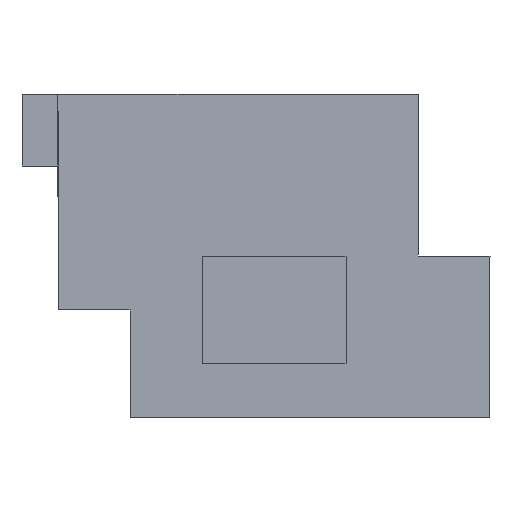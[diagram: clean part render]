
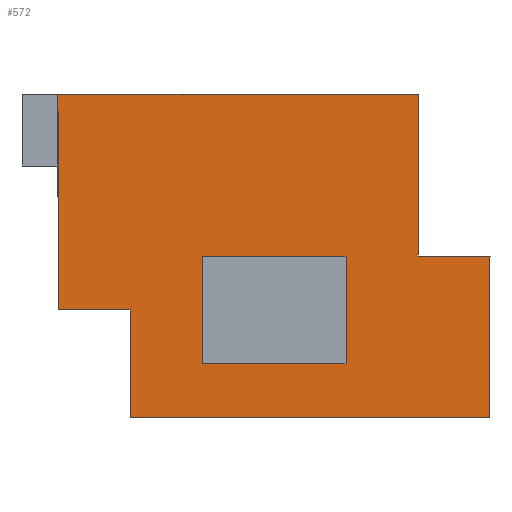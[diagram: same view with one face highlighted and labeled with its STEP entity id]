
A CAD part, left-side view. The second image highlights one B-rep face of the part: STEP entity #572.
In plain terms, the highlighted planar face has unit normal (-1, 0, 0).
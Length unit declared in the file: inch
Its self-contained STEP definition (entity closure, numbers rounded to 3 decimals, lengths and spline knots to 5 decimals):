
#24=FACE_BOUND('',#75,.T.);
#41=FACE_OUTER_BOUND('',#74,.T.);
#74=EDGE_LOOP('',(#422,#423,#424,#425,#426,#427,#428,#429));
#75=EDGE_LOOP('',(#430,#431,#432,#433));
#100=LINE('',#802,#172);
#104=LINE('',#810,#176);
#107=LINE('',#816,#179);
#110=LINE('',#821,#182);
#132=LINE('',#870,#204);
#133=LINE('',#872,#205);
#134=LINE('',#874,#206);
#135=LINE('',#876,#207);
#136=LINE('',#878,#208);
#137=LINE('',#880,#209);
#138=LINE('',#882,#210);
#139=LINE('',#883,#211);
#172=VECTOR('',#650,0.3937);
#176=VECTOR('',#656,0.3937);
#179=VECTOR('',#661,0.3937);
#182=VECTOR('',#666,0.3937);
#204=VECTOR('',#706,0.3937);
#205=VECTOR('',#707,0.3937);
#206=VECTOR('',#708,0.3937);
#207=VECTOR('',#709,0.3937);
#208=VECTOR('',#710,0.3937);
#209=VECTOR('',#711,0.3937);
#210=VECTOR('',#712,0.3937);
#211=VECTOR('',#713,0.3937);
#244=VERTEX_POINT('',#800);
#245=VERTEX_POINT('',#801);
#248=VERTEX_POINT('',#809);
#250=VERTEX_POINT('',#815);
#268=VERTEX_POINT('',#868);
#269=VERTEX_POINT('',#869);
#270=VERTEX_POINT('',#871);
#271=VERTEX_POINT('',#873);
#272=VERTEX_POINT('',#875);
#273=VERTEX_POINT('',#877);
#274=VERTEX_POINT('',#879);
#275=VERTEX_POINT('',#881);
#296=EDGE_CURVE('',#244,#245,#100,.T.);
#300=EDGE_CURVE('',#248,#244,#104,.T.);
#303=EDGE_CURVE('',#250,#248,#107,.T.);
#306=EDGE_CURVE('',#245,#250,#110,.T.);
#328=EDGE_CURVE('',#268,#269,#132,.T.);
#329=EDGE_CURVE('',#269,#270,#133,.T.);
#330=EDGE_CURVE('',#270,#271,#134,.T.);
#331=EDGE_CURVE('',#272,#271,#135,.T.);
#332=EDGE_CURVE('',#272,#273,#136,.T.);
#333=EDGE_CURVE('',#273,#274,#137,.T.);
#334=EDGE_CURVE('',#274,#275,#138,.T.);
#335=EDGE_CURVE('',#268,#275,#139,.T.);
#422=ORIENTED_EDGE('',*,*,#328,.T.);
#423=ORIENTED_EDGE('',*,*,#329,.T.);
#424=ORIENTED_EDGE('',*,*,#330,.T.);
#425=ORIENTED_EDGE('',*,*,#331,.F.);
#426=ORIENTED_EDGE('',*,*,#332,.T.);
#427=ORIENTED_EDGE('',*,*,#333,.T.);
#428=ORIENTED_EDGE('',*,*,#334,.T.);
#429=ORIENTED_EDGE('',*,*,#335,.F.);
#430=ORIENTED_EDGE('',*,*,#296,.T.);
#431=ORIENTED_EDGE('',*,*,#306,.T.);
#432=ORIENTED_EDGE('',*,*,#303,.T.);
#433=ORIENTED_EDGE('',*,*,#300,.T.);
#542=PLANE('',#619);
#572=ADVANCED_FACE('',(#41,#24),#542,.T.);
#619=AXIS2_PLACEMENT_3D('',#867,#704,#705);
#650=DIRECTION('',(0.,1.,0.));
#656=DIRECTION('',(0.,0.,-1.));
#661=DIRECTION('',(0.,-1.,0.));
#666=DIRECTION('',(0.,0.,1.));
#704=DIRECTION('center_axis',(-1.,0.,0.));
#705=DIRECTION('ref_axis',(0.,-1.,0.));
#706=DIRECTION('',(0.,0.,-1.));
#707=DIRECTION('',(0.,-1.,0.));
#708=DIRECTION('',(0.,0.,-1.));
#709=DIRECTION('',(0.,1.,0.));
#710=DIRECTION('',(0.,0.,1.));
#711=DIRECTION('',(0.,1.,0.));
#712=DIRECTION('',(0.,0.,1.));
#713=DIRECTION('',(0.,-1.,0.));
#800=CARTESIAN_POINT('',(-20.5,-0.625,0.375));
#801=CARTESIAN_POINT('',(-20.5,0.375,0.375));
#802=CARTESIAN_POINT('',(-20.5,0.5,0.375));
#809=CARTESIAN_POINT('',(-20.5,-0.625,1.125));
#810=CARTESIAN_POINT('',(-20.5,-0.625,0.5625));
#815=CARTESIAN_POINT('',(-20.5,0.375,1.125));
#816=CARTESIAN_POINT('',(-20.5,1.,1.125));
#821=CARTESIAN_POINT('',(-20.5,0.375,0.1875));
#867=CARTESIAN_POINT('Origin',(-20.5,1.625,0.));
#868=CARTESIAN_POINT('',(-20.5,1.375,2.25));
#869=CARTESIAN_POINT('',(-20.5,1.375,0.75));
#870=CARTESIAN_POINT('',(-20.5,1.375,1.));
#871=CARTESIAN_POINT('',(-20.5,0.875,0.75));
#872=CARTESIAN_POINT('',(-20.5,1.25,0.75));
#873=CARTESIAN_POINT('',(-20.5,0.875,0.));
#874=CARTESIAN_POINT('',(-20.5,0.875,0.));
#875=CARTESIAN_POINT('',(-20.5,-1.625,0.));
#876=CARTESIAN_POINT('',(-20.5,-1.625,0.));
#877=CARTESIAN_POINT('',(-20.5,-1.625,1.125));
#878=CARTESIAN_POINT('',(-20.5,-1.625,0.));
#879=CARTESIAN_POINT('',(-20.5,-1.125,1.125));
#880=CARTESIAN_POINT('',(-20.5,0.25,1.125));
#881=CARTESIAN_POINT('',(-20.5,-1.125,2.25));
#882=CARTESIAN_POINT('',(-20.5,-1.125,1.125));
#883=CARTESIAN_POINT('',(-20.5,-1.625,2.25));
